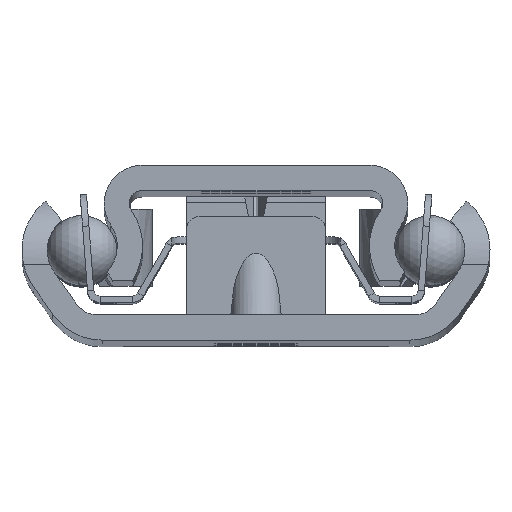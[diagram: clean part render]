
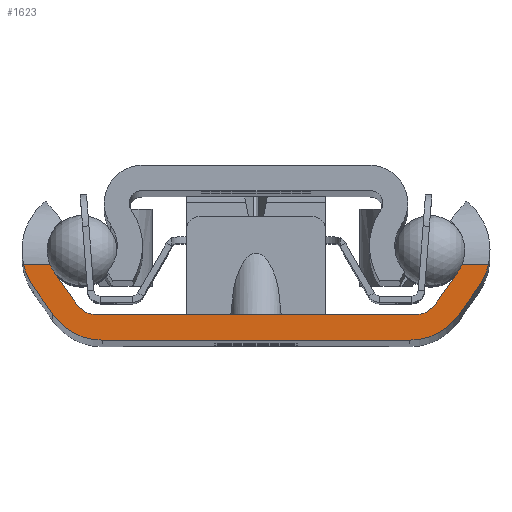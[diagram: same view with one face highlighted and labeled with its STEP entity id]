
A CAD part, top view. The second image highlights one B-rep face of the part: STEP entity #1623.
In plain terms, the highlighted planar face has unit normal (0, 0, 1).
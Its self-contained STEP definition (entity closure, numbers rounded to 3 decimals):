
#36=DIRECTION('',(-1.,0.,0.));
#37=VECTOR('',#36,2.086);
#38=CARTESIAN_POINT('',(18.377,6.,0.));
#39=LINE('',#38,#37);
#40=CARTESIAN_POINT('',(13.5,7.1,0.));
#41=DIRECTION('',(0.,0.,1.));
#42=DIRECTION('',(0.819,-0.574,0.));
#43=AXIS2_PLACEMENT_3D('',#40,#41,#42);
#45=DIRECTION('',(0.574,0.819,0.));
#46=VECTOR('',#45,2.694);
#47=CARTESIAN_POINT('',(16.051,2.026,0.));
#48=LINE('',#47,#46);
#49=DIRECTION('',(1.,0.,0.));
#50=VECTOR('',#49,24.319);
#51=CARTESIAN_POINT('',(-12.16,0.,0.));
#52=LINE('',#51,#50);
#53=DIRECTION('',(0.574,-0.819,0.));
#54=VECTOR('',#53,2.694);
#55=CARTESIAN_POINT('',(-17.596,4.232,0.));
#56=LINE('',#55,#54);
#57=CARTESIAN_POINT('',(-13.5,7.1,0.));
#58=DIRECTION('',(0.,0.,1.));
#59=DIRECTION('',(-0.975,-0.22,0.));
#60=AXIS2_PLACEMENT_3D('',#57,#58,#59);
#62=DIRECTION('',(-1.,0.,0.));
#63=VECTOR('',#62,2.086);
#64=CARTESIAN_POINT('',(-16.291,6.,0.));
#65=LINE('',#64,#63);
#66=CARTESIAN_POINT('',(-13.5,7.1,0.));
#67=DIRECTION('',(0.,0.,-1.));
#68=DIRECTION('',(-0.819,-0.574,0.));
#69=AXIS2_PLACEMENT_3D('',#66,#67,#68);
#71=DIRECTION('',(-0.574,0.819,0.));
#72=VECTOR('',#71,3.084);
#73=CARTESIAN_POINT('',(-14.188,2.853,0.));
#74=LINE('',#73,#72);
#75=DIRECTION('',(-1.,0.,0.));
#76=VECTOR('',#75,25.1);
#77=CARTESIAN_POINT('',(12.55,2.,0.));
#78=LINE('',#77,#76);
#79=DIRECTION('',(-0.574,-0.819,0.));
#80=VECTOR('',#79,3.084);
#81=CARTESIAN_POINT('',(15.957,5.379,0.));
#82=LINE('',#81,#80);
#83=CARTESIAN_POINT('',(13.5,7.1,0.));
#84=DIRECTION('',(0.,0.,-1.));
#85=DIRECTION('',(0.93,-0.367,0.));
#86=AXIS2_PLACEMENT_3D('',#83,#84,#85);
#128=CARTESIAN_POINT('',(12.55,4.,0.));
#129=DIRECTION('',(0.,0.,-1.));
#130=DIRECTION('',(0.819,-0.574,0.));
#131=AXIS2_PLACEMENT_3D('',#128,#129,#130);
#374=CARTESIAN_POINT('',(-12.55,4.,0.));
#375=DIRECTION('',(0.,0.,-1.));
#376=DIRECTION('',(0.,-1.,0.));
#377=AXIS2_PLACEMENT_3D('',#374,#375,#376);
#461=CARTESIAN_POINT('',(-12.16,4.75,0.));
#462=DIRECTION('',(0.,0.,1.));
#463=DIRECTION('',(-0.819,-0.574,0.));
#464=AXIS2_PLACEMENT_3D('',#461,#462,#463);
#649=CARTESIAN_POINT('',(12.16,4.75,0.));
#650=DIRECTION('',(0.,0.,1.));
#651=DIRECTION('',(0.,-1.,0.));
#652=AXIS2_PLACEMENT_3D('',#649,#650,#651);
#1332=CARTESIAN_POINT('',(-15.957,5.379,0.));
#1333=VERTEX_POINT('',#1332);
#1334=CARTESIAN_POINT('',(-17.596,4.232,0.));
#1335=VERTEX_POINT('',#1334);
#1336=CARTESIAN_POINT('',(17.596,4.232,0.));
#1337=VERTEX_POINT('',#1336);
#1338=CARTESIAN_POINT('',(15.957,5.379,0.));
#1339=VERTEX_POINT('',#1338);
#1341=CARTESIAN_POINT('',(12.55,2.,0.));
#1343=VERTEX_POINT('',#1341);
#1345=CARTESIAN_POINT('',(14.188,2.853,0.));
#1347=VERTEX_POINT('',#1345);
#1349=CARTESIAN_POINT('',(-14.188,2.853,0.));
#1351=VERTEX_POINT('',#1349);
#1353=CARTESIAN_POINT('',(-12.55,2.,0.));
#1355=VERTEX_POINT('',#1353);
#1356=CARTESIAN_POINT('',(16.051,2.026,0.));
#1358=VERTEX_POINT('',#1356);
#1362=CARTESIAN_POINT('',(12.16,0.,0.));
#1363=VERTEX_POINT('',#1362);
#1364=CARTESIAN_POINT('',(-12.16,0.,0.));
#1366=VERTEX_POINT('',#1364);
#1370=CARTESIAN_POINT('',(-16.051,2.026,0.));
#1371=VERTEX_POINT('',#1370);
#1372=CARTESIAN_POINT('',(18.377,6.,0.));
#1373=CARTESIAN_POINT('',(16.291,6.,0.));
#1374=VERTEX_POINT('',#1372);
#1375=VERTEX_POINT('',#1373);
#1376=CARTESIAN_POINT('',(-16.291,6.,0.));
#1377=CARTESIAN_POINT('',(-18.377,6.,0.));
#1378=VERTEX_POINT('',#1376);
#1379=VERTEX_POINT('',#1377);
#1584=CARTESIAN_POINT('',(0.,0.,0.));
#1585=DIRECTION('',(0.,0.,1.));
#1586=DIRECTION('',(1.,0.,0.));
#1587=AXIS2_PLACEMENT_3D('',#1584,#1585,#1586);
#1588=PLANE('',#1587);
#1590=ORIENTED_EDGE('',*,*,#1589,.F.);
#1592=ORIENTED_EDGE('',*,*,#1591,.F.);
#1594=ORIENTED_EDGE('',*,*,#1593,.F.);
#1596=ORIENTED_EDGE('',*,*,#1595,.F.);
#1598=ORIENTED_EDGE('',*,*,#1597,.F.);
#1600=ORIENTED_EDGE('',*,*,#1599,.F.);
#1602=ORIENTED_EDGE('',*,*,#1601,.F.);
#1604=ORIENTED_EDGE('',*,*,#1603,.F.);
#1606=ORIENTED_EDGE('',*,*,#1605,.F.);
#1608=ORIENTED_EDGE('',*,*,#1607,.F.);
#1610=ORIENTED_EDGE('',*,*,#1609,.F.);
#1612=ORIENTED_EDGE('',*,*,#1611,.F.);
#1614=ORIENTED_EDGE('',*,*,#1613,.F.);
#1616=ORIENTED_EDGE('',*,*,#1615,.F.);
#1618=ORIENTED_EDGE('',*,*,#1617,.F.);
#1620=ORIENTED_EDGE('',*,*,#1619,.F.);
#1621=EDGE_LOOP('',(#1590,#1592,#1594,#1596,#1598,#1600,#1602,#1604,#1606,#1608,
#1610,#1612,#1614,#1616,#1618,#1620));
#1622=FACE_OUTER_BOUND('',#1621,.F.);
#1623=ADVANCED_FACE('',(#1622),#1588,.T.);
#44=CIRCLE('',#43,5.);
#61=CIRCLE('',#60,5.);
#70=CIRCLE('',#69,3.);
#87=CIRCLE('',#86,3.);
#132=CIRCLE('',#131,2.);
#378=CIRCLE('',#377,2.);
#465=CIRCLE('',#464,4.75);
#653=CIRCLE('',#652,4.75);
#1589=EDGE_CURVE('',#1374,#1375,#39,.T.);
#1591=EDGE_CURVE('',#1337,#1374,#44,.T.);
#1593=EDGE_CURVE('',#1358,#1337,#48,.T.);
#1595=EDGE_CURVE('',#1363,#1358,#653,.T.);
#1597=EDGE_CURVE('',#1366,#1363,#52,.T.);
#1599=EDGE_CURVE('',#1371,#1366,#465,.T.);
#1601=EDGE_CURVE('',#1335,#1371,#56,.T.);
#1603=EDGE_CURVE('',#1379,#1335,#61,.T.);
#1605=EDGE_CURVE('',#1378,#1379,#65,.T.);
#1607=EDGE_CURVE('',#1333,#1378,#70,.T.);
#1609=EDGE_CURVE('',#1351,#1333,#74,.T.);
#1611=EDGE_CURVE('',#1355,#1351,#378,.T.);
#1613=EDGE_CURVE('',#1343,#1355,#78,.T.);
#1615=EDGE_CURVE('',#1347,#1343,#132,.T.);
#1617=EDGE_CURVE('',#1339,#1347,#82,.T.);
#1619=EDGE_CURVE('',#1375,#1339,#87,.T.);
